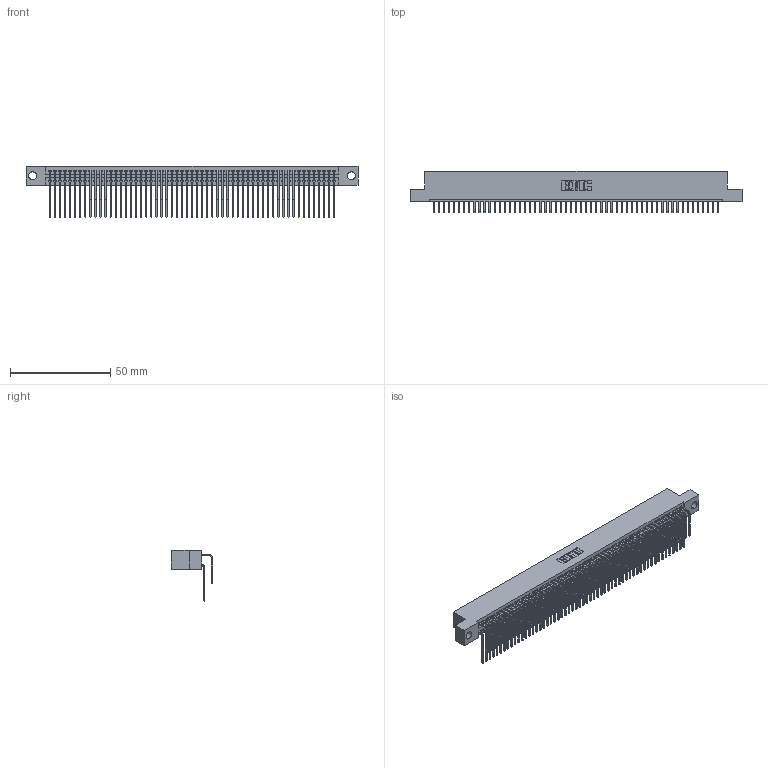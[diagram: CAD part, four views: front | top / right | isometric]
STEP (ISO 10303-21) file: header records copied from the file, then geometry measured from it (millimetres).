
FILE_DESCRIPTION (( 'STEP AP203' ), '1' );
FILE_NAME ('395-114-559-204.STEP', '2021-06-17T19:09:08', ( '' ), ( '' ), 'SwSTEP 2.0', 'SolidWorks 2020', '' );
FILE_SCHEMA (( 'CONFIG_CONTROL_DESIGN' ));
Length unit declared in the file: inch
Products named in the file (4): 345-292-001_559 Tail - 2; 345 Part_Flush Mounting Lugs - 0.156 Dia-TI; 395-114-559-204; 345-292-001_558 559 Tail - 1
Assembly tree (115 placements, depth 2):
  395-114-559-204
    345 Part_Flush Mounting Lugs - 0.156 Dia-TI
    345-292-001_558 559 Tail - 1  x57
    345-292-001_559 Tail - 2  x57
Bounding box: 165.99 x 20.56 x 25.53 mm (x, y, z)
Volume: 16815.3 mm3; surface area: 28090.3 mm2
Topology: 115 solids, 115 shells, 6068 faces, 18047 edges, 11878 vertices
Faces by surface type: plane 4084, cylinder 1984
Entity records: 44775 total; most frequent: CARTESIAN_POINT 7541, ORIENTED_EDGE 7422, DIRECTION 6603, EDGE_CURVE 3711, LINE 3311, VECTOR 3311, VERTEX_POINT 2470, AXIS2_PLACEMENT_3D 1646
